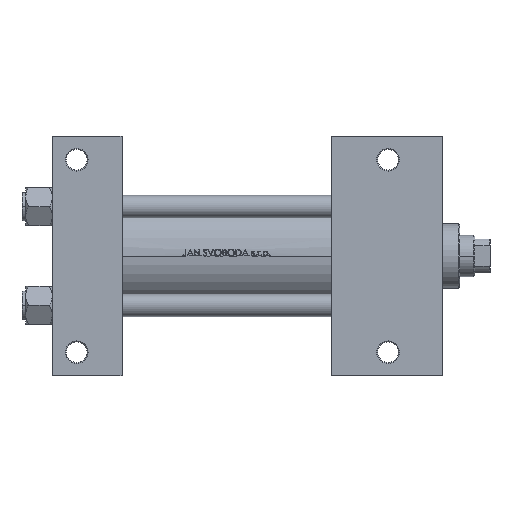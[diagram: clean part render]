
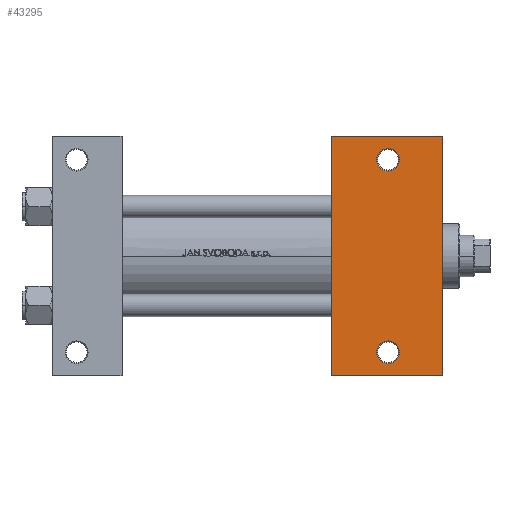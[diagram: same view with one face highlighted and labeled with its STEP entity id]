
A CAD part, front view. The second image highlights one B-rep face of the part: STEP entity #43295.
In plain terms, the highlighted face is planar.
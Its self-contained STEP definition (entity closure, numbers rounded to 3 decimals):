
#635 = VERTEX_POINT ( 'NONE', #21164 ) ;
#1587 = CARTESIAN_POINT ( 'NONE',  ( 172., 51., -37.5 ) ) ;
#1962 = ORIENTED_EDGE ( 'NONE', *, *, #13742, .T. ) ;
#2288 = VECTOR ( 'NONE', #38448, 1000. ) ;
#2714 = VERTEX_POINT ( 'NONE', #22265 ) ;
#3611 = LINE ( 'NONE', #23272, #2288 ) ;
#5350 = CARTESIAN_POINT ( 'NONE',  ( 148., 63.5, -37.5 ) ) ;
#6100 = PLANE ( 'NONE',  #37754 ) ;
#6341 = FACE_OUTER_BOUND ( 'NONE', #9600, .T. ) ;
#7185 = DIRECTION ( 'NONE',  ( -1., 0., 0. ) ) ;
#8820 = CARTESIAN_POINT ( 'NONE',  ( 184., 51., -37.5 ) ) ;
#9389 = LINE ( 'NONE', #47023, #30217 ) ;
#9600 = EDGE_LOOP ( 'NONE', ( #38011, #18015, #48414, #47437 ) ) ;
#9744 = VERTEX_POINT ( 'NONE', #8820 ) ;
#10711 = EDGE_CURVE ( 'NONE', #2714, #29879, #3611, .T. ) ;
#11875 = CIRCLE ( 'NONE', #44489, 6. ) ;
#12076 = CIRCLE ( 'NONE', #40713, 6. ) ;
#13142 = DIRECTION ( 'NONE',  ( -1., 0., 0. ) ) ;
#13742 = EDGE_CURVE ( 'NONE', #16037, #9744, #22997, .T. ) ;
#13753 = CARTESIAN_POINT ( 'NONE',  ( 148., -63.5, -37.5 ) ) ;
#14584 = EDGE_CURVE ( 'NONE', #30645, #635, #9389, .T. ) ;
#14817 = DIRECTION ( 'NONE',  ( -1., 0., 0. ) ) ;
#16037 = VERTEX_POINT ( 'NONE', #1587 ) ;
#17537 = FACE_BOUND ( 'NONE', #29615, .T. ) ;
#17683 = EDGE_CURVE ( 'NONE', #9744, #16037, #11875, .T. ) ;
#18015 = ORIENTED_EDGE ( 'NONE', *, *, #40122, .T. ) ;
#19539 = DIRECTION ( 'NONE',  ( 1., 0., 0. ) ) ;
#21030 = CARTESIAN_POINT ( 'NONE',  ( 207., 37.5, -37.5 ) ) ;
#21164 = CARTESIAN_POINT ( 'NONE',  ( 207., -63.5, -37.5 ) ) ;
#21398 = DIRECTION ( 'NONE',  ( 0., 0., 1. ) ) ;
#21524 = DIRECTION ( 'NONE',  ( 0., 0., -1. ) ) ;
#21803 = CIRCLE ( 'NONE', #28963, 6. ) ;
#22058 = LINE ( 'NONE', #40493, #23617 ) ;
#22265 = CARTESIAN_POINT ( 'NONE',  ( 148., 63.5, -37.5 ) ) ;
#22997 = CIRCLE ( 'NONE', #43684, 6. ) ;
#23105 = ORIENTED_EDGE ( 'NONE', *, *, #17683, .T. ) ;
#23272 = CARTESIAN_POINT ( 'NONE',  ( 148., 37.5, -37.5 ) ) ;
#23617 = VECTOR ( 'NONE', #14817, 1000. ) ;
#24317 = CARTESIAN_POINT ( 'NONE',  ( 207., 63.5, -37.5 ) ) ;
#25388 = CARTESIAN_POINT ( 'NONE',  ( 178., -51., -37.5 ) ) ;
#25850 = DIRECTION ( 'NONE',  ( 0., 0., 1. ) ) ;
#28963 = AXIS2_PLACEMENT_3D ( 'NONE', #25388, #21398, #7185 ) ;
#29615 = EDGE_LOOP ( 'NONE', ( #40541, #41947 ) ) ;
#29879 = VERTEX_POINT ( 'NONE', #13753 ) ;
#30217 = VECTOR ( 'NONE', #36288, 1000. ) ;
#30645 = VERTEX_POINT ( 'NONE', #24317 ) ;
#31241 = CARTESIAN_POINT ( 'NONE',  ( 184., -51., -37.5 ) ) ;
#32928 = EDGE_CURVE ( 'NONE', #34261, #47125, #12076, .T. ) ;
#33463 = DIRECTION ( 'NONE',  ( -1., 0., 0. ) ) ;
#34201 = CARTESIAN_POINT ( 'NONE',  ( 178., 51., -37.5 ) ) ;
#34261 = VERTEX_POINT ( 'NONE', #31241 ) ;
#35720 = LINE ( 'NONE', #5350, #48793 ) ;
#36061 = DIRECTION ( 'NONE',  ( 0., 0., 1. ) ) ;
#36288 = DIRECTION ( 'NONE',  ( 0., -1., 0. ) ) ;
#36468 = FACE_BOUND ( 'NONE', #41904, .T. ) ;
#37434 = DIRECTION ( 'NONE',  ( -1., 0., 0. ) ) ;
#37754 = AXIS2_PLACEMENT_3D ( 'NONE', #21030, #21524, #33463 ) ;
#38011 = ORIENTED_EDGE ( 'NONE', *, *, #10711, .F. ) ;
#38448 = DIRECTION ( 'NONE',  ( 0., -1., 0. ) ) ;
#39058 = CARTESIAN_POINT ( 'NONE',  ( 172., -51., -37.5 ) ) ;
#40122 = EDGE_CURVE ( 'NONE', #2714, #30645, #35720, .T. ) ;
#40295 = DIRECTION ( 'NONE',  ( -1., 0., 0. ) ) ;
#40493 = CARTESIAN_POINT ( 'NONE',  ( 148., -63.5, -37.5 ) ) ;
#40541 = ORIENTED_EDGE ( 'NONE', *, *, #41929, .T. ) ;
#40713 = AXIS2_PLACEMENT_3D ( 'NONE', #44278, #25850, #40295 ) ;
#41904 = EDGE_LOOP ( 'NONE', ( #1962, #23105 ) ) ;
#41919 = DIRECTION ( 'NONE',  ( 0., 0., 1. ) ) ;
#41929 = EDGE_CURVE ( 'NONE', #47125, #34261, #21803, .T. ) ;
#41947 = ORIENTED_EDGE ( 'NONE', *, *, #32928, .T. ) ;
#43295 = ADVANCED_FACE ( 'NONE', ( #36468, #17537, #6341 ), #6100, .T. ) ;
#43684 = AXIS2_PLACEMENT_3D ( 'NONE', #34201, #41919, #37434 ) ;
#44278 = CARTESIAN_POINT ( 'NONE',  ( 178., -51., -37.5 ) ) ;
#44489 = AXIS2_PLACEMENT_3D ( 'NONE', #47289, #36061, #13142 ) ;
#47023 = CARTESIAN_POINT ( 'NONE',  ( 207., 37.5, -37.5 ) ) ;
#47125 = VERTEX_POINT ( 'NONE', #39058 ) ;
#47289 = CARTESIAN_POINT ( 'NONE',  ( 178., 51., -37.5 ) ) ;
#47437 = ORIENTED_EDGE ( 'NONE', *, *, #48433, .T. ) ;
#48414 = ORIENTED_EDGE ( 'NONE', *, *, #14584, .T. ) ;
#48433 = EDGE_CURVE ( 'NONE', #635, #29879, #22058, .T. ) ;
#48793 = VECTOR ( 'NONE', #19539, 1000. ) ;
